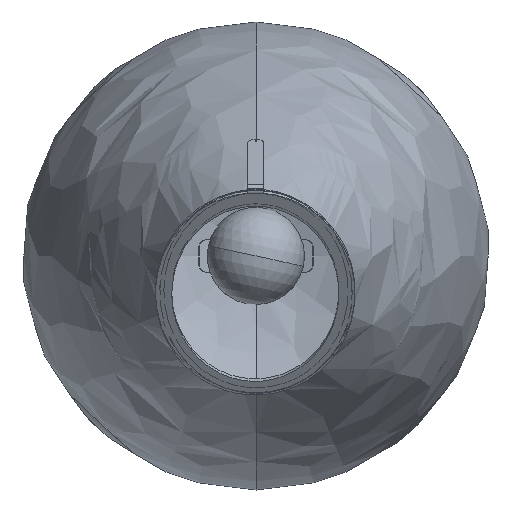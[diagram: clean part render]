
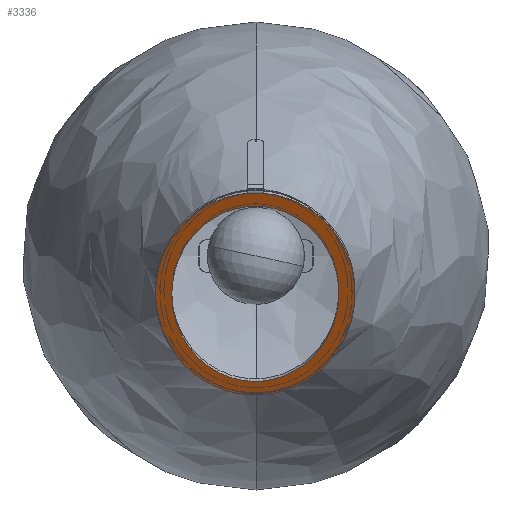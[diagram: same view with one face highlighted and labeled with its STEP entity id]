
A CAD part, front view. The second image highlights one B-rep face of the part: STEP entity #3336.
In plain terms, the highlighted face is planar.
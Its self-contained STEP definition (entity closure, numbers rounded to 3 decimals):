
#157 = B_SPLINE_CURVE_WITH_KNOTS ( 'NONE', 3,
 ( #9185, #13958, #15198, #12923, #4344 ),
 .UNSPECIFIED., .F., .F.,
 ( 4, 1, 4 ),
 ( 4.385, 4.712, 4.713 ),
 .UNSPECIFIED. ) ;
#468 = CARTESIAN_POINT ( 'NONE',  ( 256.435, 708.423, -27.535 ) ) ;
#847 = CARTESIAN_POINT ( 'NONE',  ( 232.206, 861.19, 28.067 ) ) ;
#1108 = CARTESIAN_POINT ( 'NONE',  ( 164.096, 792.304, 2.994 ) ) ;
#1169 = VERTEX_POINT ( 'NONE', #7080 ) ;
#1363 = CARTESIAN_POINT ( 'NONE',  ( 175.706, 792.345, 3.009 ) ) ;
#1606 = CARTESIAN_POINT ( 'NONE',  ( 275.799, 772.585, -4.183 ) ) ;
#1658 = VERTEX_POINT ( 'NONE', #847 ) ;
#1901 = VERTEX_POINT ( 'NONE', #7554 ) ;
#1991 = EDGE_CURVE ( 'NONE', #10724, #9182, #3726, .T. ) ;
#2127 = LINE ( 'NONE', #9016, #13730 ) ;
#2216 = ORIENTED_EDGE ( 'NONE', *, *, #10261, .T. ) ;
#2449 = EDGE_LOOP ( 'NONE', ( #15160, #2216, #6813, #3612 ) ) ;
#2622 = DIRECTION ( 'NONE',  ( 1., 0., 0. ) ) ;
#2883 = CARTESIAN_POINT ( 'NONE',  ( 271.759, 842.519, 21.272 ) ) ;
#2934 = CARTESIAN_POINT ( 'NONE',  ( 285.487, 765.106, -6.905 ) ) ;
#3071 = DIRECTION ( 'NONE',  ( 0., 0.342, -0.94 ) ) ;
#3218 = EDGE_LOOP ( 'NONE', ( #13726, #3999, #15229, #4108, #15227 ) ) ;
#3336 = ADVANCED_FACE ( 'NONE', ( #11226, #13248 ), #7911, .F. ) ;
#3522 = CARTESIAN_POINT ( 'NONE',  ( 222.206, 723.417, -22.078 ) ) ;
#3612 = ORIENTED_EDGE ( 'NONE', *, *, #12737, .T. ) ;
#3726 = B_SPLINE_CURVE_WITH_KNOTS ( 'NONE', 3,
 ( #4801, #11893, #10673, #9519, #9481, #1108, #8228, #4692, #13045, #8336, #3522 ),
 .UNSPECIFIED., .F., .F.,
 ( 4, 1, 1, 1, 1, 1, 1, 1, 4 ),
 ( 0.082, 0.393, 0.785, 1.178, 1.571, 1.963, 2.356, 2.749, 3.06 ),
 .UNSPECIFIED. ) ;
#3880 = EDGE_CURVE ( 'NONE', #12637, #12918, #13041, .T. ) ;
#3916 = CARTESIAN_POINT ( 'NONE',  ( 238.542, 724.002, -21.865 ) ) ;
#3999 = ORIENTED_EDGE ( 'NONE', *, *, #11908, .F. ) ;
#4108 = ORIENTED_EDGE ( 'NONE', *, *, #3880, .T. ) ;
#4150 = DIRECTION ( 'NONE',  ( -1., 0., 0. ) ) ;
#4344 = CARTESIAN_POINT ( 'NONE',  ( 278.706, 792.365, 3.017 ) ) ;
#4692 = CARTESIAN_POINT ( 'NONE',  ( 182.653, 742.088, -15.283 ) ) ;
#4801 = CARTESIAN_POINT ( 'NONE',  ( 222.206, 861.19, 28.067 ) ) ;
#5175 = CARTESIAN_POINT ( 'NONE',  ( 285.487, 819.502, 12.894 ) ) ;
#5181 = CARTESIAN_POINT ( 'NONE',  ( 178.613, 772.585, -4.183 ) ) ;
#5554 = CARTESIAN_POINT ( 'NONE',  ( 257.399, 852.333, 24.843 ) ) ;
#5771 = CARTESIAN_POINT ( 'NONE',  ( 278.737, 827.486, 15.8 ) ) ;
#6318 = VECTOR ( 'NONE', #9755, 1000. ) ;
#6495 = EDGE_CURVE ( 'NONE', #8656, #12918, #157, .T. ) ;
#6813 = ORIENTED_EDGE ( 'NONE', *, *, #1991, .T. ) ;
#6876 = CARTESIAN_POINT ( 'NONE',  ( 222.206, 723.417, -22.078 ) ) ;
#6917 = B_SPLINE_CURVE_WITH_KNOTS ( 'NONE', 3,
 ( #14614, #1363, #7840, #14836, #10081 ),
 .UNSPECIFIED., .F., .F.,
 ( 4, 1, 4 ),
 ( 1.57, 1.571, 1.899 ),
 .UNSPECIFIED. ) ;
#7080 = CARTESIAN_POINT ( 'NONE',  ( 232.206, 723.417, -22.078 ) ) ;
#7554 = CARTESIAN_POINT ( 'NONE',  ( 175.706, 792.365, 3.017 ) ) ;
#7576 = CARTESIAN_POINT ( 'NONE',  ( 271.759, 742.088, -15.283 ) ) ;
#7627 = CARTESIAN_POINT ( 'NONE',  ( 232.206, 861.19, 28.067 ) ) ;
#7840 = CARTESIAN_POINT ( 'NONE',  ( 175.703, 785.619, 0.561 ) ) ;
#7911 = PLANE ( 'NONE',  #13615 ) ;
#8205 = CARTESIAN_POINT ( 'NONE',  ( 227.206, 852.333, 24.843 ) ) ;
#8228 = CARTESIAN_POINT ( 'NONE',  ( 168.925, 765.106, -6.905 ) ) ;
#8336 = CARTESIAN_POINT ( 'NONE',  ( 215.87, 724.002, -21.865 ) ) ;
#8656 = VERTEX_POINT ( 'NONE', #11548 ) ;
#8822 = CARTESIAN_POINT ( 'NONE',  ( 197.976, 708.423, -27.535 ) ) ;
#9016 = CARTESIAN_POINT ( 'NONE',  ( 232.206, 723.417, -22.078 ) ) ;
#9039 = B_SPLINE_CURVE_WITH_KNOTS ( 'NONE', 3,
 ( #11117, #3916, #12286, #7576, #2934, #12340, #5175, #2883, #13539, #14759, #7627 ),
 .UNSPECIFIED., .F., .F.,
 ( 4, 1, 1, 1, 1, 1, 1, 1, 4 ),
 ( 3.223, 3.534, 3.927, 4.32, 4.712, 5.105, 5.498, 5.89, 6.202 ),
 .UNSPECIFIED. ) ;
#9083 = EDGE_CURVE ( 'NONE', #1169, #1658, #9039, .T. ) ;
#9182 = VERTEX_POINT ( 'NONE', #6876 ) ;
#9185 = CARTESIAN_POINT ( 'NONE',  ( 275.799, 772.585, -4.183 ) ) ;
#9245 = CARTESIAN_POINT ( 'NONE',  ( 175.706, 792.365, 3.017 ) ) ;
#9468 = CARTESIAN_POINT ( 'NONE',  ( 278.706, 792.365, 3.017 ) ) ;
#9481 = CARTESIAN_POINT ( 'NONE',  ( 168.925, 819.502, 12.894 ) ) ;
#9519 = CARTESIAN_POINT ( 'NONE',  ( 182.653, 842.519, 21.272 ) ) ;
#9755 = DIRECTION ( 'NONE',  ( -1., 0., 0. ) ) ;
#9857 = EDGE_CURVE ( 'NONE', #10207, #8656, #13392, .T. ) ;
#9955 = EDGE_CURVE ( 'NONE', #1901, #12637, #12171, .T. ) ;
#10081 = CARTESIAN_POINT ( 'NONE',  ( 178.613, 772.585, -4.183 ) ) ;
#10149 = CARTESIAN_POINT ( 'NONE',  ( 288.706, 792.304, 2.994 ) ) ;
#10207 = VERTEX_POINT ( 'NONE', #12083 ) ;
#10261 = EDGE_CURVE ( 'NONE', #1658, #10724, #11744, .T. ) ;
#10673 = CARTESIAN_POINT ( 'NONE',  ( 201.713, 856.784, 26.463 ) ) ;
#10724 = VERTEX_POINT ( 'NONE', #10828 ) ;
#10828 = CARTESIAN_POINT ( 'NONE',  ( 222.206, 861.19, 28.067 ) ) ;
#11117 = CARTESIAN_POINT ( 'NONE',  ( 232.206, 723.417, -22.078 ) ) ;
#11226 = FACE_OUTER_BOUND ( 'NONE', #2449, .T. ) ;
#11430 = CARTESIAN_POINT ( 'NONE',  ( 197.013, 852.333, 24.843 ) ) ;
#11531 = CARTESIAN_POINT ( 'NONE',  ( 175.674, 827.486, 15.8 ) ) ;
#11536 = CARTESIAN_POINT ( 'NONE',  ( 227.206, 852.333, 24.843 ) ) ;
#11548 = CARTESIAN_POINT ( 'NONE',  ( 275.799, 772.585, -4.183 ) ) ;
#11624 = CARTESIAN_POINT ( 'NONE',  ( 227.206, 852.333, 24.843 ) ) ;
#11744 = LINE ( 'NONE', #13224, #6318 ) ;
#11893 = CARTESIAN_POINT ( 'NONE',  ( 215.87, 860.606, 27.854 ) ) ;
#11908 = EDGE_CURVE ( 'NONE', #1901, #10207, #6917, .T. ) ;
#12083 = CARTESIAN_POINT ( 'NONE',  ( 178.613, 772.585, -4.183 ) ) ;
#12171 =( BOUNDED_CURVE ( )  B_SPLINE_CURVE ( 3, ( #9245, #11531, #11430, #11624 ),
 .UNSPECIFIED., .F., .F. ) 
 B_SPLINE_CURVE_WITH_KNOTS ( ( 4, 4 ),
 ( 4.711, 6.283 ),
 .UNSPECIFIED. ) 
 CURVE ( )  GEOMETRIC_REPRESENTATION_ITEM ( )  RATIONAL_B_SPLINE_CURVE ( ( 1., 0.804, 0.804, 1. ) ) 
 REPRESENTATION_ITEM ( '' )  );
#12286 = CARTESIAN_POINT ( 'NONE',  ( 252.699, 727.824, -20.474 ) ) ;
#12340 = CARTESIAN_POINT ( 'NONE',  ( 290.315, 792.304, 2.994 ) ) ;
#12637 = VERTEX_POINT ( 'NONE', #8205 ) ;
#12737 = EDGE_CURVE ( 'NONE', #9182, #1169, #2127, .T. ) ;
#12835 = CARTESIAN_POINT ( 'NONE',  ( 278.706, 792.365, 3.017 ) ) ;
#12918 = VERTEX_POINT ( 'NONE', #9468 ) ;
#12923 = CARTESIAN_POINT ( 'NONE',  ( 278.706, 792.345, 3.009 ) ) ;
#13041 =( BOUNDED_CURVE ( )  B_SPLINE_CURVE ( 3, ( #11536, #5554, #5771, #12835 ),
 .UNSPECIFIED., .F., .F. ) 
 B_SPLINE_CURVE_WITH_KNOTS ( ( 4, 4 ),
 ( 0., 1.572 ),
 .UNSPECIFIED. ) 
 CURVE ( )  GEOMETRIC_REPRESENTATION_ITEM ( )  RATIONAL_B_SPLINE_CURVE ( ( 1., 0.804, 0.804, 1. ) ) 
 REPRESENTATION_ITEM ( '' )  );
#13045 = CARTESIAN_POINT ( 'NONE',  ( 201.713, 727.824, -20.474 ) ) ;
#13224 = CARTESIAN_POINT ( 'NONE',  ( 222.206, 861.19, 28.067 ) ) ;
#13248 = FACE_BOUND ( 'NONE', #3218, .T. ) ;
#13392 =( BOUNDED_CURVE ( )  B_SPLINE_CURVE ( 3, ( #5181, #8822, #468, #1606 ),
 .UNSPECIFIED., .F., .F. ) 
 B_SPLINE_CURVE_WITH_KNOTS ( ( 4, 4 ),
 ( 1.908, 4.375 ),
 .UNSPECIFIED. ) 
 CURVE ( )  GEOMETRIC_REPRESENTATION_ITEM ( )  RATIONAL_B_SPLINE_CURVE ( ( 1., 0.554, 0.554, 1. ) ) 
 REPRESENTATION_ITEM ( '' )  );
#13539 = CARTESIAN_POINT ( 'NONE',  ( 252.699, 856.784, 26.463 ) ) ;
#13615 = AXIS2_PLACEMENT_3D ( 'NONE', #10149, #3071, #4150 ) ;
#13726 = ORIENTED_EDGE ( 'NONE', *, *, #9857, .F. ) ;
#13730 = VECTOR ( 'NONE', #2622, 1000. ) ;
#13958 = CARTESIAN_POINT ( 'NONE',  ( 277.708, 778.893, -1.887 ) ) ;
#14614 = CARTESIAN_POINT ( 'NONE',  ( 175.706, 792.365, 3.017 ) ) ;
#14759 = CARTESIAN_POINT ( 'NONE',  ( 238.542, 860.606, 27.854 ) ) ;
#14836 = CARTESIAN_POINT ( 'NONE',  ( 176.704, 778.893, -1.887 ) ) ;
#15160 = ORIENTED_EDGE ( 'NONE', *, *, #9083, .T. ) ;
#15198 = CARTESIAN_POINT ( 'NONE',  ( 278.709, 785.619, 0.561 ) ) ;
#15227 = ORIENTED_EDGE ( 'NONE', *, *, #6495, .F. ) ;
#15229 = ORIENTED_EDGE ( 'NONE', *, *, #9955, .T. ) ;
